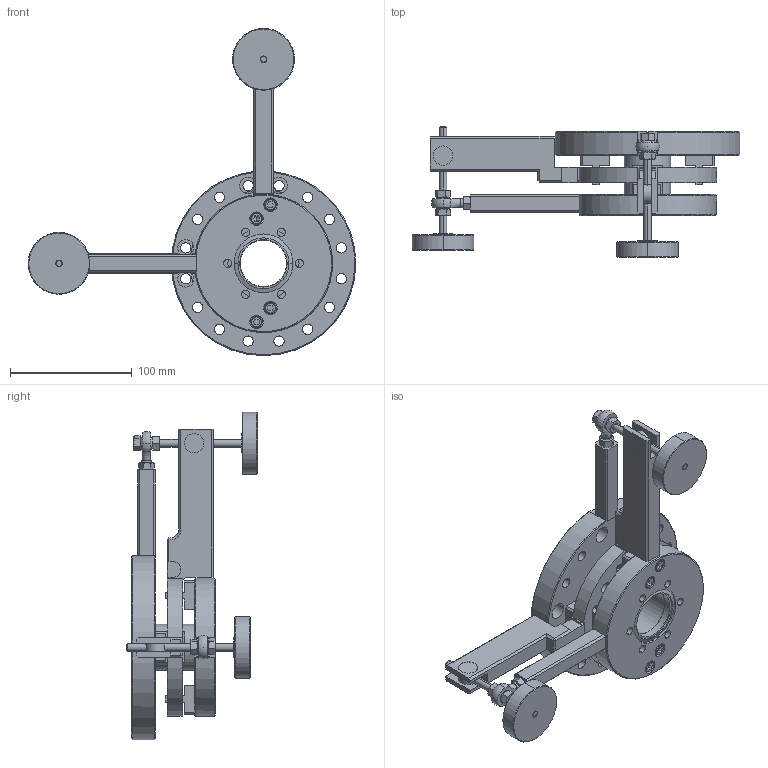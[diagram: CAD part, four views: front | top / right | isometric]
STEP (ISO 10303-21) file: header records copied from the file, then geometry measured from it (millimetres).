
FILE_DESCRIPTION (( 'STEP AP214' ), '1' );
FILE_NAME ('TLT-1.5-B600C-T275T-2.STEP', '2020-10-01T20:06:03', ( '' ), ( '' ), 'SwSTEP 2.0', 'SolidWorks 2010', '' );
FILE_SCHEMA (( 'AUTOMOTIVE_DESIGN' ));
Length unit declared in the file: inch
Products named in the file (1): TLT-1.5-B600C-T275T-2
Bounding box: 269.18 x 107.59 x 268.86 mm (x, y, z)
Surface area: 163229.8 mm2 (no closed solid volume)
Topology: 0 solids, 35 shells, 459 faces, 1329 edges, 896 vertices
Faces by surface type: plane 225, cylinder 140, cone 80, sphere 10, torus 4
Entity records: 22105 total; most frequent: CARTESIAN_POINT 4057, DIRECTION 2568, ORIENTED_EDGE 2247, EDGE_CURVE 1311, AXIS2_PLACEMENT_3D 941, VERTEX_POINT 886, VECTOR 686, LINE 686
